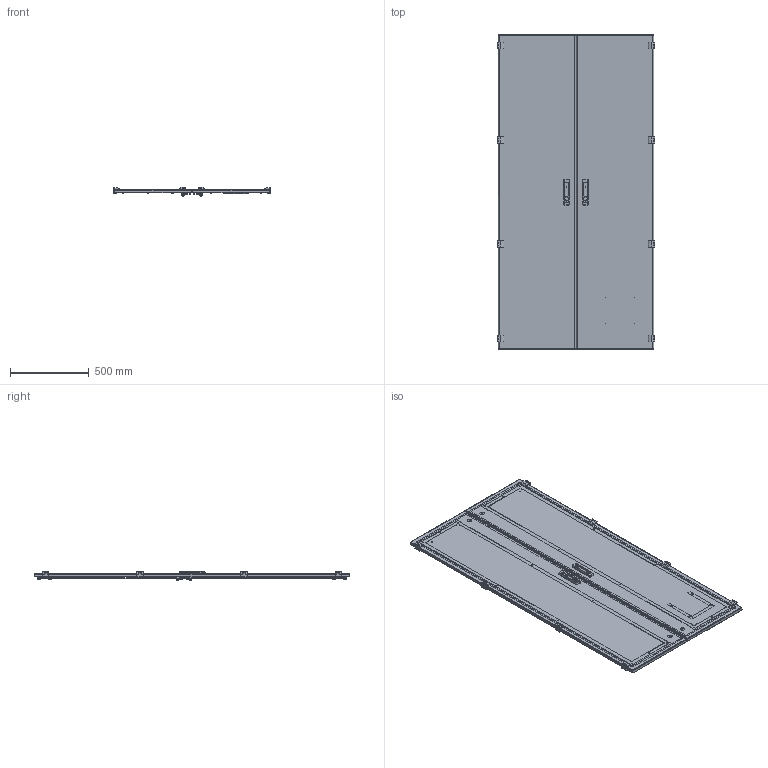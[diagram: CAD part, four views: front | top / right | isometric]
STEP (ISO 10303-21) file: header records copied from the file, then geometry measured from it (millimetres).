
FILE_DESCRIPTION (( 'STEP AP203' ), '1' );
FILE_NAME ('Êîìïëåêò äâåðåé FORT äëÿ êîðïóñà âûñîòîé 2000 è øèðèíîé 1000 IP54 EKF PROxima.STEP', '2021-05-25T06:48:55', ( '' ), ( '' ), 'SwSTEP 2.0', 'SolidWorks 2021', '' );
FILE_SCHEMA (( 'CONFIG_CONTROL_DESIGN' ));
Length unit declared in the file: millimetre
Products named in the file (31): ÓÊ íà äâåðü 500õ2000; îñíîâàíèå ïåòëè1; Äåðæàòåëü øòîêà; countersunk raised head cross recess screw_din_DIN EN ISO 7047 - M4 x 10 - Z - 10N; ÌÈ-1238.02.02.000 ÑÁ Äâåðü ëåâàÿ 500õ2000 â ñáîðå; êîðïóñ ïåòëè1; ÌÈ-1238.02.01.000 ÑÁ Äâåðü ïðàâàÿ 500õ2000 â ñáîðå; îñü ïåòëè; Óãëîâàÿ ïåòëÿ Àòîñ; 幄鍧 IC-2 1000; hex flange nut_din_Hexagon Flange Nut DIN 6923 - M6 - N; hex thin nut gradeb_din_Hexagon Nut ISO 4036 - M6 - N; pan head cross collar screw_din_DIN 967 - M4 x 16 - Z --- 14.6N; ÌÈ-983.02.00.003 Ïðîôèëü äâåðíîé áîëüøîé 2000; Äåðæàòåëü òÿãè àòîñ; 剒蜲錪 獲闃; Êîðïóñ äâåðíîé ðó÷êè Àòîñ; 昈-1238.02.00.002 忺謽鳧; Ìåõàíèçì äâåðè Àòîñ; Øïèëüêà Ì6õ12; Øïèëüêà ïðèâàðíàÿ Ì6õ20 DIN 13918; Øïèëüêà ïðèâàðíàÿ Ì6õ25 DIN 13918; countersunk raised head cross recess screw_din_DIN EN ISO 7047 - M4 x 8 - Z - 8N; ÌÈ-1238.02.02.001 Äâåðü ëåâàÿ 500õ2000; ÌÈ-1238.02.00.004 Ïðîôèëü äâåðíîé ìàëûé 500; ÌÈ-1238.02.01.001 Äâåðü ïðàâàÿ 500õ2000; Çàìîê â ñáîðå Àòîñ ëåâûé; Êîìïëåêò äâåðåé FORT äëÿ êîðïóñà âûñîòîé 2000 è øèðèíîé 1000 IP54 EKF PROxima; ÌÈ-983.02.00.005 Óãîëîê ìîíòàæíûé; Çàìîê â ñáîðå Àòîñ; 幄鍧 IC-2 900
Assembly tree (120 placements, depth 4):
  Êîìïëåêò äâåðåé FORT äëÿ êîðïóñà âûñîòîé 2000 è øèðèíîé 1000 IP54 EKF PROxima
    ÌÈ-1238.02.01.000 ÑÁ Äâåðü ïðàâàÿ 500õ2000 â ñáîðå
      ÌÈ-1238.02.01.001 Äâåðü ïðàâàÿ 500õ2000
      ÓÊ íà äâåðü 500õ2000
      Óãëîâàÿ ïåòëÿ Àòîñ  x4
        îñíîâàíèå ïåòëè1
        êîðïóñ ïåòëè1
        îñü ïåòëè
      Øïèëüêà Ì6õ12  x5
      Çàìîê â ñáîðå Àòîñ
        Êîðïóñ äâåðíîé ðó÷êè Àòîñ
        Ìåõàíèçì äâåðè Àòîñ
        剒蜲錪 獲闃
        pan head cross collar screw_din_DIN 967 - M4 x 16 - Z --- 14.6N  x2
      Äåðæàòåëü òÿãè àòîñ  x2
      hex thin nut gradeb_din_Hexagon Nut ISO 4036 - M6 - N  x2
      幄鍧 IC-2 900
      幄鍧 IC-2 1000
      countersunk raised head cross recess screw_din_DIN EN ISO 7047 - M4 x 10 - Z - 10N  x2
      Øïèëüêà ïðèâàðíàÿ Ì6õ25 DIN 13918  x2
      Äåðæàòåëü øòîêà  x2
      ÌÈ-983.02.00.005 Óãîëîê ìîíòàæíûé  x4
      Øïèëüêà ïðèâàðíàÿ Ì6õ20 DIN 13918  x10
      ÌÈ-1238.02.00.004 Ïðîôèëü äâåðíîé ìàëûé 500  x2
      ÌÈ-983.02.00.003 Ïðîôèëü äâåðíîé áîëüøîé 2000  x2
      hex flange nut_din_Hexagon Flange Nut DIN 6923 - M6 - N  x14
      昈-1238.02.00.002 忺謽鳧
    ÌÈ-1238.02.02.000 ÑÁ Äâåðü ëåâàÿ 500õ2000 â ñáîðå
      ÌÈ-1238.02.02.001 Äâåðü ëåâàÿ 500õ2000
      Çàìîê â ñáîðå Àòîñ ëåâûé
        Êîðïóñ äâåðíîé ðó÷êè Àòîñ
        Ìåõàíèçì äâåðè Àòîñ
        剒蜲錪 獲闃
        pan head cross collar screw_din_DIN 967 - M4 x 16 - Z --- 14.6N  x2
      Óãëîâàÿ ïåòëÿ Àòîñ  x4
        îñíîâàíèå ïåòëè1
        êîðïóñ ïåòëè1
        îñü ïåòëè
      Øïèëüêà Ì6õ12
      Øïèëüêà ïðèâàðíàÿ Ì6õ20 DIN 13918  x10
      Øïèëüêà ïðèâàðíàÿ Ì6õ25 DIN 13918  x2
      Äåðæàòåëü òÿãè àòîñ  x2
      hex thin nut gradeb_din_Hexagon Nut ISO 4036 - M6 - N  x2
      幄鍧 IC-2 900
      幄鍧 IC-2 1000
      Äåðæàòåëü øòîêà  x2
      ÌÈ-983.02.00.005 Óãîëîê ìîíòàæíûé  x4
      ÌÈ-983.02.00.003 Ïðîôèëü äâåðíîé áîëüøîé 2000  x2
      ÌÈ-1238.02.00.004 Ïðîôèëü äâåðíîé ìàëûé 500  x2
      countersunk raised head cross recess screw_din_DIN EN ISO 7047 - M4 x 8 - Z - 8N  x2
      hex flange nut_din_Hexagon Flange Nut DIN 6923 - M6 - N  x10
      ÓÊ íà äâåðü 500õ2000
Bounding box: 999.5 x 2000 x 58.1 mm (x, y, z)
Volume: 6209866.7 mm3; surface area: 5886444.1 mm2
Topology: 129 solids, 129 shells, 4155 faces, 9937 edges, 6134 vertices
Faces by surface type: plane 1673, cylinder 1666, cone 420, bspline 300, torus 80, sphere 16
Entity records: 41671 total; most frequent: CARTESIAN_POINT 9384, DIRECTION 5814, ORIENTED_EDGE 5254, EDGE_CURVE 2627, AXIS2_PLACEMENT_3D 2236, VERTEX_POINT 1636, EDGE_LOOP 1391, LINE 1342
